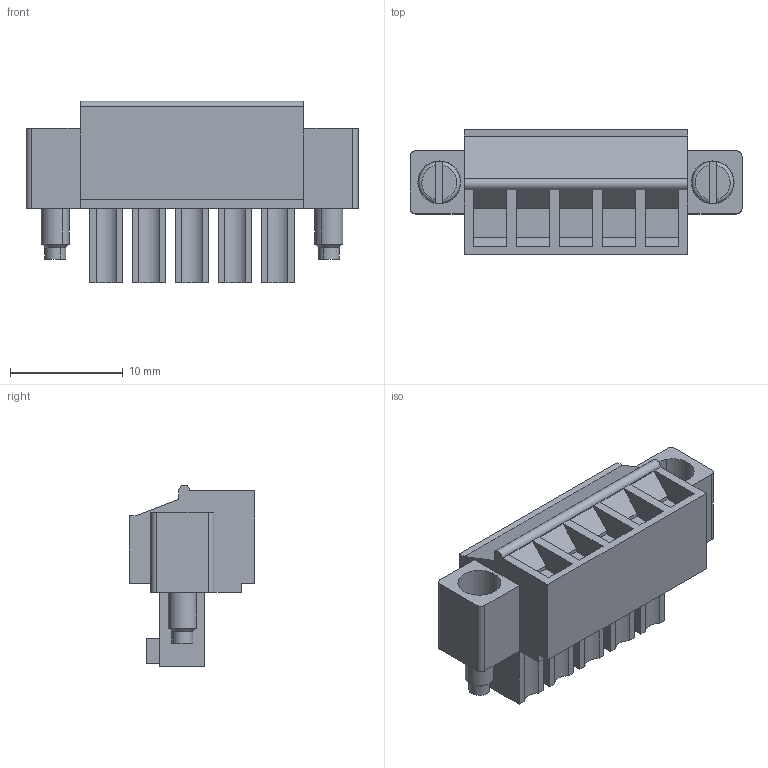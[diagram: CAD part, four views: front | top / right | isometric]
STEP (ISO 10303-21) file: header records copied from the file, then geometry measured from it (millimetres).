
FILE_DESCRIPTION(('CATIA V5 STEP Exchange','CAx-IF Rec.Pracs.--- Model Styling and Organization---1.2---2011-12-15'),'2;1');
FILE_NAME ('D1456241_0_1792980000_1792980000.stp','2018-09-19T13:57:14+00:00',('none'),('Weidmueller'),'CATIA Version 5-6 Release 2014','CATIA V5 STEP AP214','none');
FILE_SCHEMA(('AUTOMOTIVE_DESIGN { 1 0 10303 214 1 1 1 1 }'));
Length unit declared in the file: millimetre
Products named in the file (1): 1792980000
Bounding box: 29.44 x 11.1 x 16.1 mm (x, y, z)
Volume: 2227.6 mm3; surface area: 2308 mm2
Topology: 3 solids, 3 shells, 227 faces, 573 edges, 376 vertices
Faces by surface type: plane 152, cylinder 49, cone 18, torus 8
Entity records: 6184 total; most frequent: ORIENTED_EDGE 1146, CARTESIAN_POINT 1107, DIRECTION 815, EDGE_CURVE 573, VECTOR 421, LINE 421, VERTEX_POINT 376, AXIS2_PLACEMENT_3D 270
